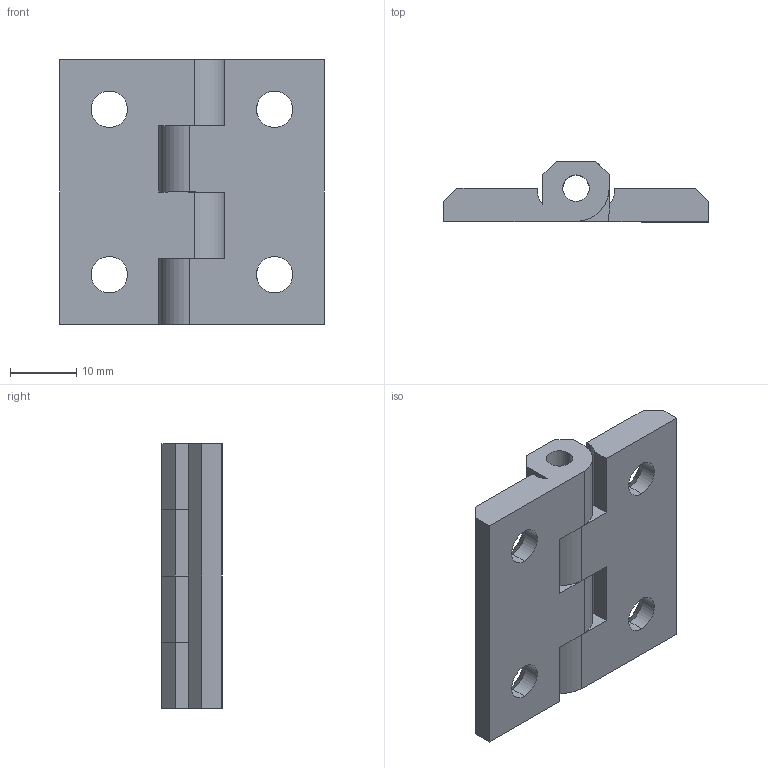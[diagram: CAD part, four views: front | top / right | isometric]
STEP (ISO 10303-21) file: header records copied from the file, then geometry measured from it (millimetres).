
FILE_DESCRIPTION (( 'STEP AP203' ), '1' );
FILE_NAME ('D60-00.STEP', '2018-03-23T18:58:49', ( 'User2' ), ( '' ), 'SwSTEP 2.0', 'SolidWorks 2007', '' );
FILE_SCHEMA (( 'CONFIG_CONTROL_DESIGN' ));
Length unit declared in the file: millimetre
Products named in the file (2): D60-00; TASCO 91413
Assembly tree (2 placements, depth 2):
  D60-00
    TASCO 91413  x2
Bounding box: 39.99 x 9.09 x 40 mm (x, y, z)
Volume: 7697.7 mm3; surface area: 5621.9 mm2
Topology: 2 solids, 2 shells, 74 faces, 196 edges, 126 vertices
Faces by surface type: plane 44, cylinder 22, cone 8
Entity records: 1386 total; most frequent: DIRECTION 208, CARTESIAN_POINT 203, ORIENTED_EDGE 196, EDGE_CURVE 98, LINE 72, VECTOR 72, AXIS2_PLACEMENT_3D 68, VERTEX_POINT 63
